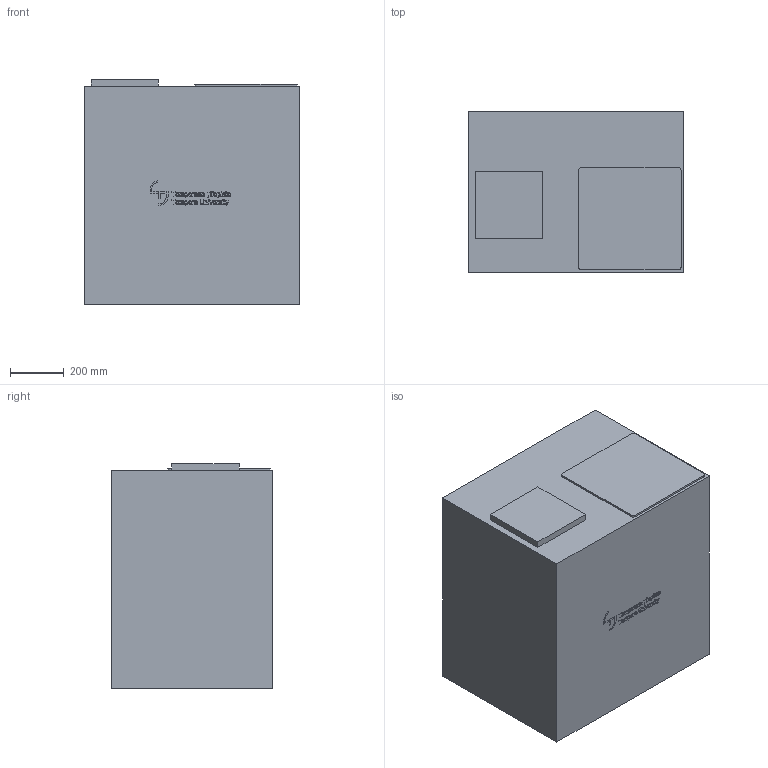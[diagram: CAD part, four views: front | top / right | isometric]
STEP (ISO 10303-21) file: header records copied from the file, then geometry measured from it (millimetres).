
FILE_DESCRIPTION(/* description */ (''),/* implementation_level */ '2;1');
FILE_NAME(/* name */ 'ur5_robot_table.stp',/* time_stamp */ '2022-01-17T17:17:42+02:00',/* author */ ('anton'),/* organization */ (''),/* preprocessor_version */ 'ST-DEVELOPER v18.1',/* originating_system */ 'Autodesk Inventor 2022',/* authorisation */ '');
FILE_SCHEMA (('AUTOMOTIVE_DESIGN { 1 0 10303 214 3 1 1 }'));
Products named in the file (1): ur5_robot_table
Bounding box: 800.01 x 600 x 835 mm (x, y, z)
Volume: 391373531.7 mm3; surface area: 3263557.6 mm2
Topology: 1 solids, 1 shells, 1429 faces, 3858 edges, 2572 vertices
Faces by surface type: plane 782, bspline 635, cylinder 12
Entity records: 50118 total; most frequent: CARTESIAN_POINT 18037, ORIENTED_EDGE 7716, DIRECTION 4202, EDGE_CURVE 3858, VERTEX_POINT 2572, LINE 2564, VECTOR 2564, EDGE_LOOP 1570
